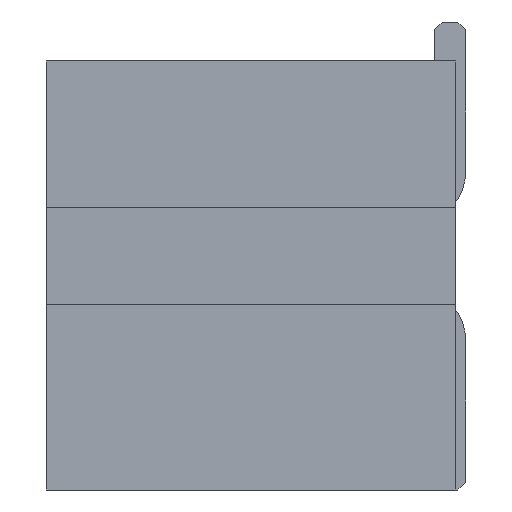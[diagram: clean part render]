
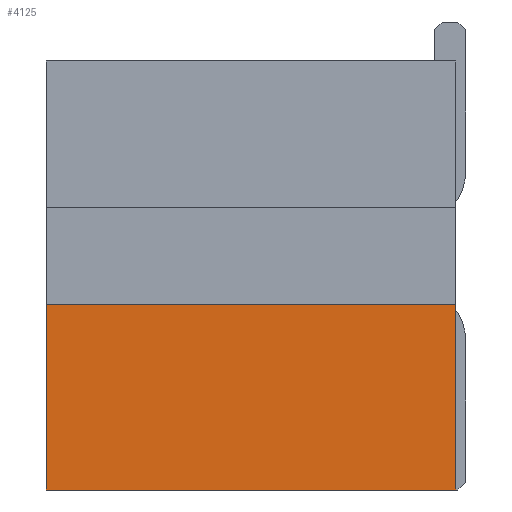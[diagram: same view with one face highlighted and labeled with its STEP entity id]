
A CAD part, left-side view. The second image highlights one B-rep face of the part: STEP entity #4125.
In plain terms, the highlighted planar face has unit normal (-1, 0, 0).
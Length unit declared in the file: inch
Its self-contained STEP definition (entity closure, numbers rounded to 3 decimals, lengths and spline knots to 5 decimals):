
#1140=ORIENTED_EDGE('',*,*,#1820,.F.);
#1141=ORIENTED_EDGE('',*,*,#1822,.T.);
#1142=ORIENTED_EDGE('',*,*,#1798,.T.);
#1143=ORIENTED_EDGE('',*,*,#1770,.T.);
#1770=EDGE_CURVE('',#2196,#2198,#2712,.T.);
#1798=EDGE_CURVE('',#2224,#2196,#2740,.T.);
#1820=EDGE_CURVE('',#2239,#2198,#2762,.T.);
#1822=EDGE_CURVE('',#2239,#2224,#2764,.T.);
#2196=VERTEX_POINT('',#6477);
#2198=VERTEX_POINT('',#6481);
#2224=VERTEX_POINT('',#6538);
#2239=VERTEX_POINT('',#6578);
#2712=LINE('',#6482,#3262);
#2740=LINE('',#6537,#3290);
#2762=LINE('',#6579,#3312);
#2764=LINE('',#6582,#3314);
#3262=VECTOR('',#5315,39.37008);
#3290=VECTOR('',#5347,39.37008);
#3312=VECTOR('',#5377,39.37008);
#3314=VECTOR('',#5381,39.37008);
#3533=EDGE_LOOP('',(#1140,#1141,#1142,#1143));
#3737=FACE_BOUND('',#3533,.T.);
#3921=PLANE('',#4409);
#4125=ADVANCED_FACE('',(#3737),#3921,.F.);
#4409=AXIS2_PLACEMENT_3D('',#6581,#5379,#5380);
#5315=DIRECTION('',(0.,-1.,0.));
#5347=DIRECTION('',(0.,0.,-1.));
#5377=DIRECTION('',(0.,0.,-1.));
#5379=DIRECTION('',(1.,0.,0.));
#5380=DIRECTION('',(0.,0.,-1.));
#5381=DIRECTION('',(0.,1.,0.));
#6477=CARTESIAN_POINT('',(-0.25,0.21,-0.12));
#6481=CARTESIAN_POINT('',(-0.25,0.,-0.12));
#6482=CARTESIAN_POINT('',(-0.25,0.21,-0.12));
#6537=CARTESIAN_POINT('',(-0.25,0.21,0.1));
#6538=CARTESIAN_POINT('',(-0.25,0.21,-0.025));
#6578=CARTESIAN_POINT('',(-0.25,0.,-0.025));
#6579=CARTESIAN_POINT('',(-0.25,0.,0.1));
#6581=CARTESIAN_POINT('',(-0.25,0.21,0.1));
#6582=CARTESIAN_POINT('',(-0.25,0.21,-0.025));
